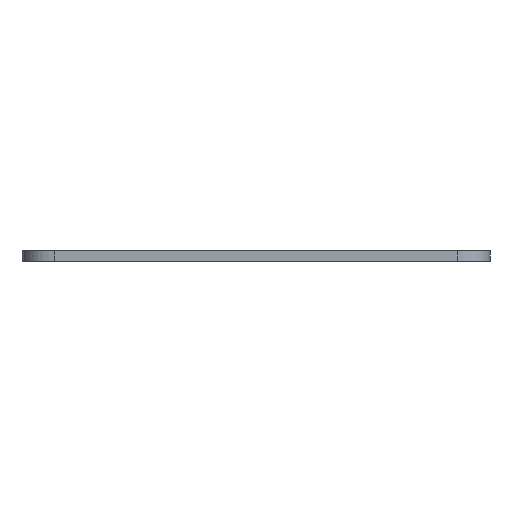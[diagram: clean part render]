
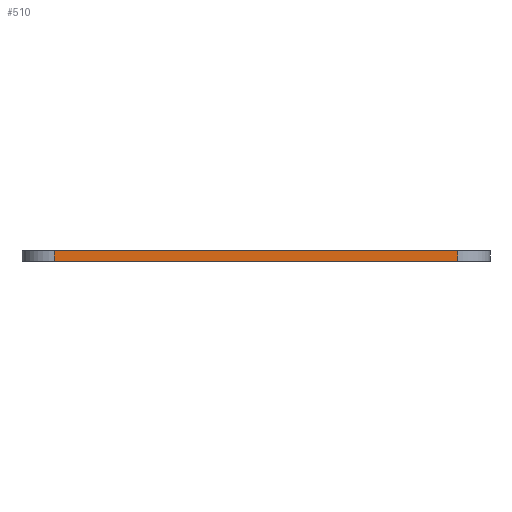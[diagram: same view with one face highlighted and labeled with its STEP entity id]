
A CAD part, front view. The second image highlights one B-rep face of the part: STEP entity #510.
In plain terms, the highlighted planar face has unit normal (0, -1, 0).
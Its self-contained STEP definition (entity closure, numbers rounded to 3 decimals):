
#40 = VERTEX_POINT ( 'NONE', #289 ) ;
#95 = EDGE_LOOP ( 'NONE', ( #113, #851, #485, #982 ) ) ;
#103 = EDGE_CURVE ( 'NONE', #40, #742, #844, .T. ) ;
#108 = CARTESIAN_POINT ( 'NONE',  ( 46.221, -42.4, 2.5 ) ) ;
#113 = ORIENTED_EDGE ( 'NONE', *, *, #200, .F. ) ;
#116 = DIRECTION ( 'NONE',  ( 1., 0., 0. ) ) ;
#151 = DIRECTION ( 'NONE',  ( -1., 0., 0. ) ) ;
#200 = EDGE_CURVE ( 'NONE', #437, #742, #307, .T. ) ;
#210 = AXIS2_PLACEMENT_3D ( 'NONE', #972, #427, #116 ) ;
#249 = CARTESIAN_POINT ( 'NONE',  ( 46.221, -42.4, 0. ) ) ;
#255 = DIRECTION ( 'NONE',  ( 0., 0., -1. ) ) ;
#257 = VECTOR ( 'NONE', #151, 1000. ) ;
#269 = FACE_OUTER_BOUND ( 'NONE', #95, .T. ) ;
#276 = VECTOR ( 'NONE', #681, 1000. ) ;
#289 = CARTESIAN_POINT ( 'NONE',  ( -46.221, -42.4, 2.5 ) ) ;
#307 = LINE ( 'NONE', #523, #257 ) ;
#427 = DIRECTION ( 'NONE',  ( 0., -1., 0. ) ) ;
#428 = EDGE_CURVE ( 'NONE', #612, #437, #632, .T. ) ;
#437 = VERTEX_POINT ( 'NONE', #249 ) ;
#485 = ORIENTED_EDGE ( 'NONE', *, *, #491, .T. ) ;
#491 = EDGE_CURVE ( 'NONE', #612, #40, #658, .T. ) ;
#500 = DIRECTION ( 'NONE',  ( -1., 0., 0. ) ) ;
#501 = VECTOR ( 'NONE', #255, 1000. ) ;
#510 = ADVANCED_FACE ( 'NONE', ( #269 ), #989, .T. ) ;
#523 = CARTESIAN_POINT ( 'NONE',  ( 46.221, -42.4, 0. ) ) ;
#612 = VERTEX_POINT ( 'NONE', #690 ) ;
#632 = LINE ( 'NONE', #951, #501 ) ;
#658 = LINE ( 'NONE', #108, #1039 ) ;
#681 = DIRECTION ( 'NONE',  ( 0., 0., -1. ) ) ;
#690 = CARTESIAN_POINT ( 'NONE',  ( 46.221, -42.4, 2.5 ) ) ;
#742 = VERTEX_POINT ( 'NONE', #1011 ) ;
#760 = CARTESIAN_POINT ( 'NONE',  ( -46.221, -42.4, 2.5 ) ) ;
#844 = LINE ( 'NONE', #760, #276 ) ;
#851 = ORIENTED_EDGE ( 'NONE', *, *, #428, .F. ) ;
#951 = CARTESIAN_POINT ( 'NONE',  ( 46.221, -42.4, 2.5 ) ) ;
#972 = CARTESIAN_POINT ( 'NONE',  ( 46.221, -42.4, 2.5 ) ) ;
#982 = ORIENTED_EDGE ( 'NONE', *, *, #103, .T. ) ;
#989 = PLANE ( 'NONE',  #210 ) ;
#1011 = CARTESIAN_POINT ( 'NONE',  ( -46.221, -42.4, 0. ) ) ;
#1039 = VECTOR ( 'NONE', #500, 1000. ) ;
